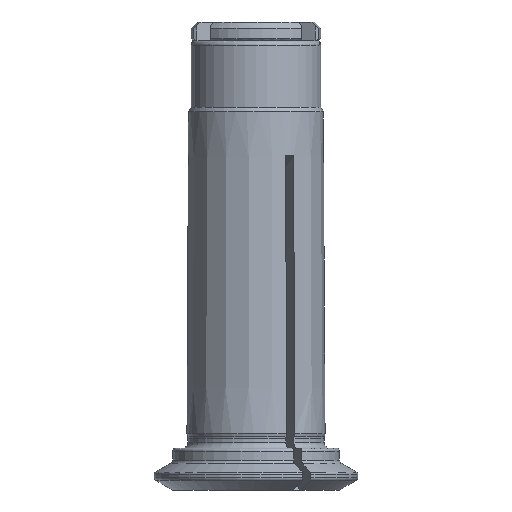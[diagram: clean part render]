
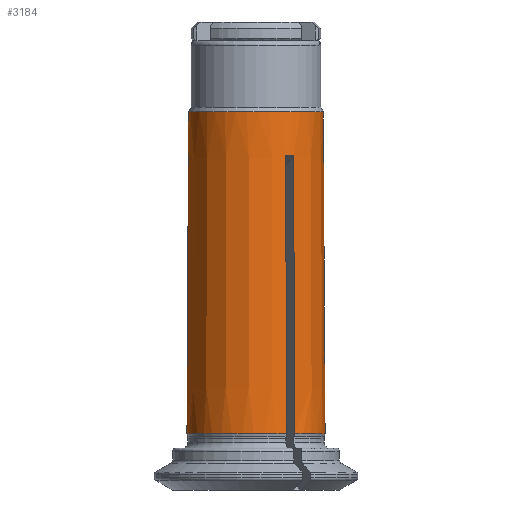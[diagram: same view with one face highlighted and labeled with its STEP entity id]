
A CAD part, front view. The second image highlights one B-rep face of the part: STEP entity #3184.
In plain terms, the highlighted conical face has half-angle 0.287 degrees and reference radius 7.461 mm.
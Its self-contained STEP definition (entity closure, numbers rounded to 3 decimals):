
#26=ELLIPSE('',#3415,8.956,7.337);
#27=ELLIPSE('',#3417,8.956,7.337);
#28=ELLIPSE('',#3419,8.956,7.337);
#84=CONICAL_SURFACE('',#3413,7.461,0.005);
#190=LINE('',#4784,#334);
#191=LINE('',#4789,#335);
#192=LINE('',#4793,#336);
#193=LINE('',#4797,#337);
#194=LINE('',#4801,#338);
#195=LINE('',#4805,#339);
#334=VECTOR('',#3961,1000.);
#335=VECTOR('',#3964,1000.);
#336=VECTOR('',#3967,1000.);
#337=VECTOR('',#3970,1000.);
#338=VECTOR('',#3973,1000.);
#339=VECTOR('',#3976,1000.);
#840=ORIENTED_EDGE('',*,*,#1419,.F.);
#841=ORIENTED_EDGE('',*,*,#1420,.T.);
#842=ORIENTED_EDGE('',*,*,#1421,.T.);
#843=ORIENTED_EDGE('',*,*,#1422,.T.);
#844=ORIENTED_EDGE('',*,*,#1423,.F.);
#845=ORIENTED_EDGE('',*,*,#1424,.T.);
#846=ORIENTED_EDGE('',*,*,#1425,.T.);
#847=ORIENTED_EDGE('',*,*,#1426,.T.);
#848=ORIENTED_EDGE('',*,*,#1427,.F.);
#849=ORIENTED_EDGE('',*,*,#1428,.T.);
#850=ORIENTED_EDGE('',*,*,#1429,.T.);
#851=ORIENTED_EDGE('',*,*,#1430,.T.);
#852=ORIENTED_EDGE('',*,*,#1431,.F.);
#1419=EDGE_CURVE('',#1718,#1719,#190,.T.);
#1420=EDGE_CURVE('',#1718,#1720,#1891,.T.);
#1421=EDGE_CURVE('',#1720,#1721,#191,.T.);
#1422=EDGE_CURVE('',#1721,#1722,#26,.T.);
#1423=EDGE_CURVE('',#1723,#1722,#192,.T.);
#1424=EDGE_CURVE('',#1723,#1724,#1892,.T.);
#1425=EDGE_CURVE('',#1724,#1725,#193,.T.);
#1426=EDGE_CURVE('',#1725,#1726,#27,.T.);
#1427=EDGE_CURVE('',#1727,#1726,#194,.T.);
#1428=EDGE_CURVE('',#1727,#1728,#1893,.T.);
#1429=EDGE_CURVE('',#1728,#1729,#195,.T.);
#1430=EDGE_CURVE('',#1729,#1719,#28,.T.);
#1431=EDGE_CURVE('',#1730,#1730,#1894,.T.);
#1718=VERTEX_POINT('',#4785);
#1719=VERTEX_POINT('',#4786);
#1720=VERTEX_POINT('',#4788);
#1721=VERTEX_POINT('',#4790);
#1722=VERTEX_POINT('',#4792);
#1723=VERTEX_POINT('',#4794);
#1724=VERTEX_POINT('',#4796);
#1725=VERTEX_POINT('',#4798);
#1726=VERTEX_POINT('',#4800);
#1727=VERTEX_POINT('',#4802);
#1728=VERTEX_POINT('',#4804);
#1729=VERTEX_POINT('',#4806);
#1730=VERTEX_POINT('',#4809);
#1891=CIRCLE('',#3414,7.461);
#1892=CIRCLE('',#3416,7.461);
#1893=CIRCLE('',#3418,7.461);
#1894=CIRCLE('',#3420,7.287);
#2023=EDGE_LOOP('',(#840,#841,#842,#843,#844,#845,#846,#847,#848,#849,#850,
#851));
#2024=EDGE_LOOP('',(#852));
#2168=FACE_BOUND('',#2023,.T.);
#2169=FACE_BOUND('',#2024,.T.);
#3184=ADVANCED_FACE('',(#2168,#2169),#84,.T.);
#3413=AXIS2_PLACEMENT_3D('',#4783,#3959,#3960);
#3414=AXIS2_PLACEMENT_3D('',#4787,#3962,#3963);
#3415=AXIS2_PLACEMENT_3D('',#4791,#3965,#3966);
#3416=AXIS2_PLACEMENT_3D('',#4795,#3968,#3969);
#3417=AXIS2_PLACEMENT_3D('',#4799,#3971,#3972);
#3418=AXIS2_PLACEMENT_3D('',#4803,#3974,#3975);
#3419=AXIS2_PLACEMENT_3D('',#4807,#3977,#3978);
#3420=AXIS2_PLACEMENT_3D('',#4808,#3979,#3980);
#3959=DIRECTION('',(0.,0.,-1.));
#3960=DIRECTION('',(-1.,0.,0.));
#3961=DIRECTION('',(0.005,0.,1.));
#3962=DIRECTION('',(0.,0.,1.));
#3963=DIRECTION('',(1.,0.,0.));
#3964=DIRECTION('',(-0.003,0.004,1.));
#3965=DIRECTION('',(-0.287,0.497,0.819));
#3966=DIRECTION('',(-0.41,0.709,-0.574));
#3967=DIRECTION('',(-0.003,0.004,1.));
#3968=DIRECTION('',(0.,0.,1.));
#3969=DIRECTION('',(1.,0.,0.));
#3970=DIRECTION('',(-0.003,-0.004,1.));
#3971=DIRECTION('',(-0.287,-0.497,0.819));
#3972=DIRECTION('',(-0.41,-0.709,-0.574));
#3973=DIRECTION('',(-0.003,-0.004,1.));
#3974=DIRECTION('',(0.,0.,1.));
#3975=DIRECTION('',(1.,0.,0.));
#3976=DIRECTION('',(0.005,0.,1.));
#3977=DIRECTION('',(0.574,0.,0.819));
#3978=DIRECTION('',(0.819,0.,-0.574));
#3979=DIRECTION('',(0.,0.,1.));
#3980=DIRECTION('',(1.,0.,0.));
#4783=CARTESIAN_POINT('',(0.,0.,6.075));
#4784=CARTESIAN_POINT('',(-7.369,-0.5,21.091));
#4785=CARTESIAN_POINT('',(-7.444,-0.5,6.075));
#4786=CARTESIAN_POINT('',(-7.294,-0.5,36.107));
#4787=CARTESIAN_POINT('',(0.,0.,6.075));
#4788=CARTESIAN_POINT('',(3.289,-6.697,6.075));
#4789=CARTESIAN_POINT('',(3.252,-6.632,21.091));
#4790=CARTESIAN_POINT('',(3.214,-6.567,36.107));
#4791=CARTESIAN_POINT('',(-0.013,0.022,30.982));
#4792=CARTESIAN_POINT('',(4.08,-6.067,36.107));
#4793=CARTESIAN_POINT('',(4.118,-6.132,21.091));
#4794=CARTESIAN_POINT('',(4.155,-6.197,6.075));
#4795=CARTESIAN_POINT('',(0.,0.,6.075));
#4796=CARTESIAN_POINT('',(4.155,6.197,6.075));
#4797=CARTESIAN_POINT('',(4.118,6.132,21.091));
#4798=CARTESIAN_POINT('',(4.08,6.067,36.107));
#4799=CARTESIAN_POINT('',(-0.013,-0.022,30.982));
#4800=CARTESIAN_POINT('',(3.214,6.567,36.107));
#4801=CARTESIAN_POINT('',(3.252,6.632,21.091));
#4802=CARTESIAN_POINT('',(3.289,6.697,6.075));
#4803=CARTESIAN_POINT('',(0.,0.,6.075));
#4804=CARTESIAN_POINT('',(-7.444,0.5,6.075));
#4805=CARTESIAN_POINT('',(-7.369,0.5,21.091));
#4806=CARTESIAN_POINT('',(-7.294,0.5,36.107));
#4807=CARTESIAN_POINT('',(0.026,0.,30.982));
#4808=CARTESIAN_POINT('',(0.,0.,40.803));
#4809=CARTESIAN_POINT('',(7.287,0.,40.803));
